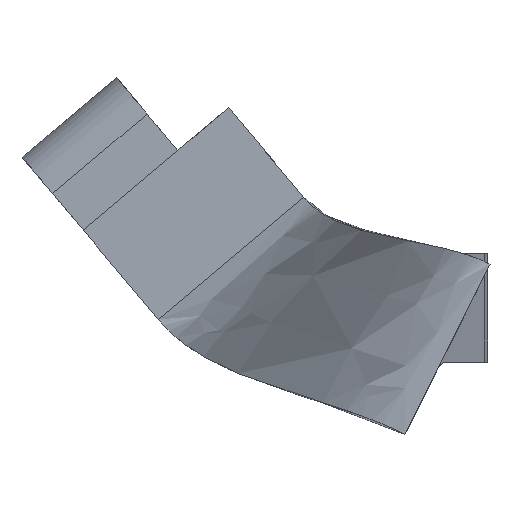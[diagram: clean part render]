
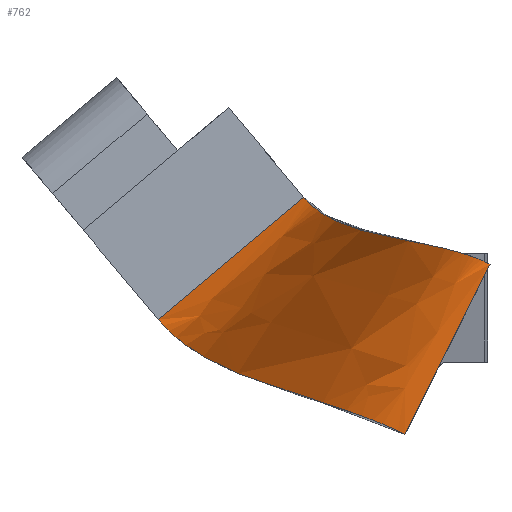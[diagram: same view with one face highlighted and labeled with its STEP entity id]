
A CAD part, left-side view. The second image highlights one B-rep face of the part: STEP entity #762.
In plain terms, the highlighted free-form (B-spline) face has degree [3, 3] with [4, 4] control points.
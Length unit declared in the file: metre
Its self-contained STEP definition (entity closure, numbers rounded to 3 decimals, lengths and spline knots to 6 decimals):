
#70=B_SPLINE_CURVE_WITH_KNOTS('',3,(#1235,#1236,#1237,#1238),
 .UNSPECIFIED.,.F.,.F.,(4,4),(0.,1.),.PIECEWISE_BEZIER_KNOTS.);
#71=B_SPLINE_CURVE_WITH_KNOTS('',3,(#1239,#1240,#1241,#1242),
 .UNSPECIFIED.,.F.,.F.,(4,4),(0.,1.),.PIECEWISE_BEZIER_KNOTS.);
#158=ORIENTED_EDGE('',*,*,#368,.T.);
#159=ORIENTED_EDGE('',*,*,#373,.F.);
#160=ORIENTED_EDGE('',*,*,#351,.T.);
#161=ORIENTED_EDGE('',*,*,#374,.T.);
#351=EDGE_CURVE('',#462,#461,#532,.F.);
#368=EDGE_CURVE('',#475,#467,#541,.T.);
#373=EDGE_CURVE('',#462,#467,#70,.T.);
#374=EDGE_CURVE('',#461,#475,#71,.T.);
#461=VERTEX_POINT('',#1132);
#462=VERTEX_POINT('',#1134);
#467=VERTEX_POINT('',#1193);
#475=VERTEX_POINT('',#1212);
#532=LINE('',#1133,#597);
#541=LINE('',#1211,#606);
#597=VECTOR('',#888,1.);
#606=VECTOR('',#909,1.);
#648=EDGE_LOOP('',(#158,#159,#160,#161));
#701=FACE_BOUND('',#648,.T.);
#745=B_SPLINE_SURFACE_WITH_KNOTS('',3,3,((#1219,#1220,#1221,#1222),(#1223,
#1224,#1225,#1226),(#1227,#1228,#1229,#1230),(#1231,#1232,#1233,#1234)),
 .UNSPECIFIED.,.F.,.F.,.F.,(4,4),(4,4),(0.,1.),(0.,1.),
 .PIECEWISE_BEZIER_KNOTS.);
#762=ADVANCED_FACE('',(#701),#745,.T.);
#888=DIRECTION('',(0.,0.447,-0.894));
#909=DIRECTION('',(0.,0.766,-0.643));
#1132=CARTESIAN_POINT('',(0.078331,0.18437,-0.038654));
#1133=CARTESIAN_POINT('',(0.078331,0.186606,-0.043126));
#1134=CARTESIAN_POINT('',(0.078331,0.188843,-0.047598));
#1193=CARTESIAN_POINT('',(0.066025,0.201825,-0.041555));
#1211=CARTESIAN_POINT('',(0.066025,0.197995,-0.038341));
#1212=CARTESIAN_POINT('',(0.066025,0.194165,-0.035127));
#1219=CARTESIAN_POINT('',(0.078331,0.188843,-0.047598));
#1220=CARTESIAN_POINT('',(0.078331,0.193246,-0.045396));
#1221=CARTESIAN_POINT('',(0.066025,0.198919,-0.045019));
#1222=CARTESIAN_POINT('',(0.066025,0.201825,-0.041555));
#1223=CARTESIAN_POINT('',(0.078331,0.187352,-0.044616));
#1224=CARTESIAN_POINT('',(0.078331,0.191361,-0.042612));
#1225=CARTESIAN_POINT('',(0.066025,0.19665,-0.042538));
#1226=CARTESIAN_POINT('',(0.066025,0.199272,-0.039412));
#1227=CARTESIAN_POINT('',(0.078331,0.185861,-0.041635));
#1228=CARTESIAN_POINT('',(0.078331,0.189511,-0.03981));
#1229=CARTESIAN_POINT('',(0.066025,0.194354,-0.040088));
#1230=CARTESIAN_POINT('',(0.066025,0.196718,-0.03727));
#1231=CARTESIAN_POINT('',(0.078331,0.18437,-0.038654));
#1232=CARTESIAN_POINT('',(0.078331,0.187625,-0.037026));
#1233=CARTESIAN_POINT('',(0.066025,0.192085,-0.037606));
#1234=CARTESIAN_POINT('',(0.066025,0.194165,-0.035127));
#1235=CARTESIAN_POINT('',(0.078331,0.188843,-0.047598));
#1236=CARTESIAN_POINT('',(0.078331,0.193246,-0.045396));
#1237=CARTESIAN_POINT('',(0.066025,0.198919,-0.045019));
#1238=CARTESIAN_POINT('',(0.066025,0.201825,-0.041555));
#1239=CARTESIAN_POINT('',(0.078331,0.18437,-0.038654));
#1240=CARTESIAN_POINT('',(0.078331,0.187625,-0.037026));
#1241=CARTESIAN_POINT('',(0.066025,0.192085,-0.037606));
#1242=CARTESIAN_POINT('',(0.066025,0.194165,-0.035127));
